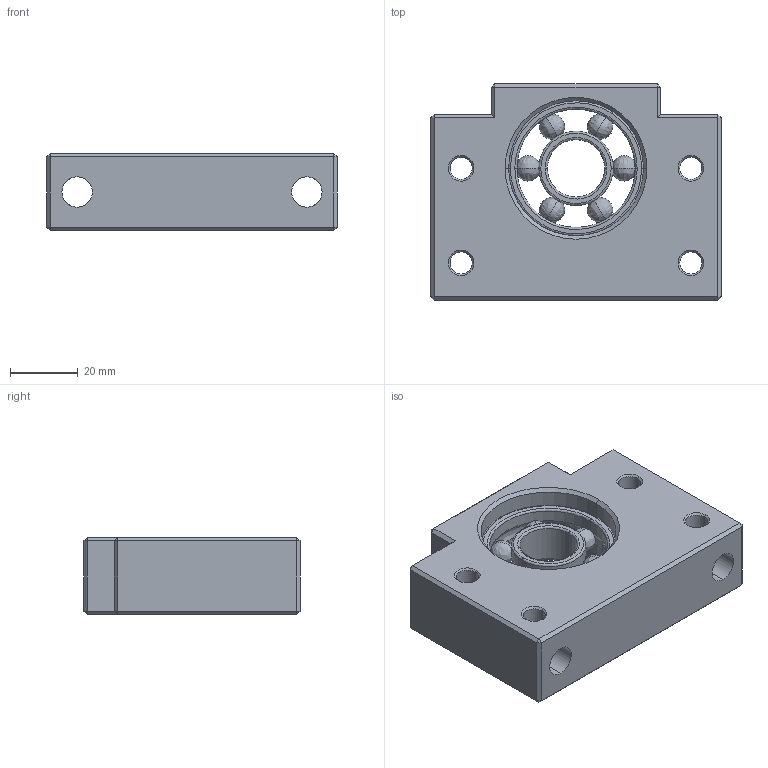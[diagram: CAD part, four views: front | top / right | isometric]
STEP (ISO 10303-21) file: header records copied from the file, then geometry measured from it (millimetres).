
FILE_DESCRIPTION (( 'STEP AP214' ), '1' );
FILE_NAME ('BFN17.step', '2020-09-08T14:34:48', ( '' ), ( '' ), 'SwSTEP 2.0', 'SolidWorks 2020', '' );
FILE_SCHEMA (( 'AUTOMOTIVE_DESIGN' ));
Length unit declared in the file: millimetre
Products named in the file (1): BFN17
Bounding box: 86 x 64 x 23 mm (x, y, z)
Volume: 85591 mm3; surface area: 26913 mm2
Topology: 9 solids, 9 shells, 144 faces, 346 edges, 190 vertices
Faces by surface type: plane 50, cylinder 38, bspline 32, cone 24
Entity records: 7950 total; most frequent: CARTESIAN_POINT 3301, ORIENTED_EDGE 644, DIRECTION 554, EDGE_CURVE 322, AXIS2_PLACEMENT_3D 199, VERTEX_POINT 190, EDGE_LOOP 164, VECTOR 156
